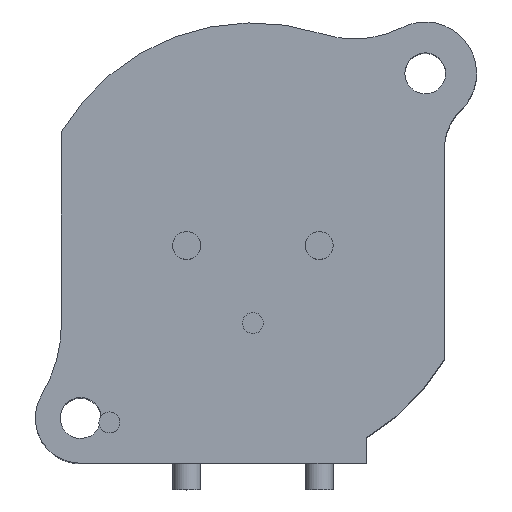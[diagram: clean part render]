
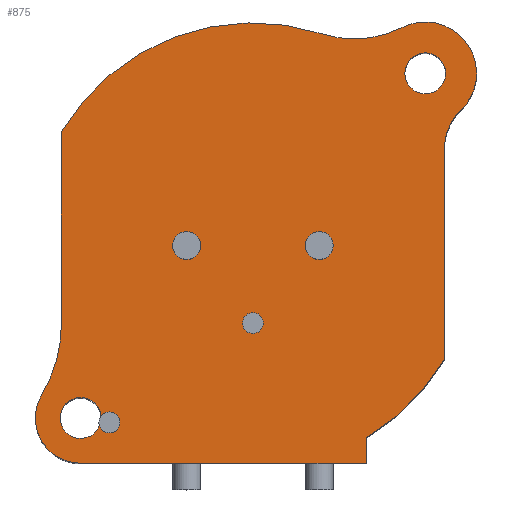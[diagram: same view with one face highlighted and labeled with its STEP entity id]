
A CAD part, top view. The second image highlights one B-rep face of the part: STEP entity #875.
In plain terms, the highlighted planar face has unit normal (0, 0, 1).
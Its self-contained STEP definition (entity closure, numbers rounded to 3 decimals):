
#99=CARTESIAN_POINT('',(9.9,9.9,24.));
#100=DIRECTION('',(0.,0.,-1.));
#101=DIRECTION('',(1.,0.,0.));
#102=AXIS2_PLACEMENT_3D('',#99,#100,#101);
#104=CARTESIAN_POINT('',(9.9,9.9,24.));
#105=DIRECTION('',(0.,0.,-1.));
#106=DIRECTION('',(-1.,0.,0.));
#107=AXIS2_PLACEMENT_3D('',#104,#105,#106);
#109=DIRECTION('',(0.,-1.,0.));
#110=VECTOR('',#109,11.009);
#111=CARTESIAN_POINT('',(-11.,6.545,24.));
#112=LINE('',#111,#110);
#113=CARTESIAN_POINT('',(0.,0.,24.));
#114=DIRECTION('',(0.,0.,1.));
#115=DIRECTION('',(0.31,0.951,0.));
#116=AXIS2_PLACEMENT_3D('',#113,#114,#115);
#118=CARTESIAN_POINT('',(5.833,17.872,24.));
#119=DIRECTION('',(0.,0.,-1.));
#120=DIRECTION('',(0.454,-0.891,0.));
#121=AXIS2_PLACEMENT_3D('',#118,#119,#120);
#123=CARTESIAN_POINT('',(9.9,9.9,24.));
#124=DIRECTION('',(0.,0.,1.));
#125=DIRECTION('',(0.689,-0.725,0.));
#126=AXIS2_PLACEMENT_3D('',#123,#124,#125);
#128=CARTESIAN_POINT('',(14.,5.588,24.));
#129=DIRECTION('',(0.,0.,-1.));
#130=DIRECTION('',(-1.,0.,0.));
#131=AXIS2_PLACEMENT_3D('',#128,#129,#130);
#133=DIRECTION('',(0.,1.,0.));
#134=VECTOR('',#133,12.133);
#135=CARTESIAN_POINT('',(11.,-6.545,24.));
#136=LINE('',#135,#134);
#137=CARTESIAN_POINT('',(0.,0.,24.));
#138=DIRECTION('',(0.,0.,1.));
#139=DIRECTION('',(0.508,-0.861,0.));
#140=AXIS2_PLACEMENT_3D('',#137,#138,#139);
#142=DIRECTION('',(0.,1.,0.));
#143=VECTOR('',#142,1.473);
#144=CARTESIAN_POINT('',(6.5,-12.5,24.));
#145=LINE('',#144,#143);
#146=DIRECTION('',(1.,0.,0.));
#147=VECTOR('',#146,16.4);
#148=CARTESIAN_POINT('',(-9.9,-12.5,24.));
#149=LINE('',#148,#147);
#150=CARTESIAN_POINT('',(-9.9,-9.9,24.));
#151=DIRECTION('',(0.,0.,1.));
#152=DIRECTION('',(-0.858,0.513,0.));
#153=AXIS2_PLACEMENT_3D('',#150,#151,#152);
#155=CARTESIAN_POINT('',(-19.,-4.464,24.));
#156=DIRECTION('',(0.,0.,-1.));
#157=DIRECTION('',(1.,0.,0.));
#158=AXIS2_PLACEMENT_3D('',#155,#156,#157);
#160=CARTESIAN_POINT('',(-3.81,0.,24.));
#161=DIRECTION('',(0.,0.,1.));
#162=DIRECTION('',(1.,0.,0.));
#163=AXIS2_PLACEMENT_3D('',#160,#161,#162);
#165=CARTESIAN_POINT('',(-3.81,0.,24.));
#166=DIRECTION('',(0.,0.,1.));
#167=DIRECTION('',(-1.,0.,0.));
#168=AXIS2_PLACEMENT_3D('',#165,#166,#167);
#170=CARTESIAN_POINT('',(0.,-4.45,24.));
#171=DIRECTION('',(0.,0.,1.));
#172=DIRECTION('',(1.,0.,0.));
#173=AXIS2_PLACEMENT_3D('',#170,#171,#172);
#175=CARTESIAN_POINT('',(0.,-4.45,24.));
#176=DIRECTION('',(0.,0.,1.));
#177=DIRECTION('',(-1.,0.,0.));
#178=AXIS2_PLACEMENT_3D('',#175,#176,#177);
#180=CARTESIAN_POINT('',(3.81,0.,24.));
#181=DIRECTION('',(0.,0.,1.));
#182=DIRECTION('',(1.,0.,0.));
#183=AXIS2_PLACEMENT_3D('',#180,#181,#182);
#185=CARTESIAN_POINT('',(3.81,0.,24.));
#186=DIRECTION('',(0.,0.,1.));
#187=DIRECTION('',(-1.,0.,0.));
#188=AXIS2_PLACEMENT_3D('',#185,#186,#187);
#190=CARTESIAN_POINT('',(-8.25,-10.16,24.));
#191=DIRECTION('',(0.,0.,1.));
#192=DIRECTION('',(1.,0.,0.));
#193=AXIS2_PLACEMENT_3D('',#190,#191,#192);
#195=CARTESIAN_POINT('',(-9.9,-9.9,24.));
#196=DIRECTION('',(0.,0.,-1.));
#197=DIRECTION('',(-1.,0.,0.));
#198=AXIS2_PLACEMENT_3D('',#195,#196,#197);
#200=CARTESIAN_POINT('',(-9.9,-9.9,24.));
#201=DIRECTION('',(0.,0.,-1.));
#202=DIRECTION('',(0.922,-0.388,0.));
#203=AXIS2_PLACEMENT_3D('',#200,#201,#202);
#205=CARTESIAN_POINT('',(-8.25,-10.16,24.));
#206=DIRECTION('',(0.,0.,1.));
#207=DIRECTION('',(-0.945,-0.327,0.));
#208=AXIS2_PLACEMENT_3D('',#205,#206,#207);
#584=CARTESIAN_POINT('',(-11.,6.545,24.));
#585=CARTESIAN_POINT('',(-11.,-4.464,24.));
#586=VERTEX_POINT('',#584);
#587=VERTEX_POINT('',#585);
#588=CARTESIAN_POINT('',(-12.132,-8.567,24.));
#589=CARTESIAN_POINT('',(-9.9,-12.5,24.));
#590=VERTEX_POINT('',#588);
#591=VERTEX_POINT('',#589);
#592=CARTESIAN_POINT('',(6.5,-12.5,24.));
#593=VERTEX_POINT('',#592);
#594=CARTESIAN_POINT('',(6.5,-11.027,24.));
#595=VERTEX_POINT('',#594);
#596=CARTESIAN_POINT('',(11.,-6.545,24.));
#597=CARTESIAN_POINT('',(11.,5.588,24.));
#598=VERTEX_POINT('',#596);
#599=VERTEX_POINT('',#597);
#600=CARTESIAN_POINT('',(11.933,7.762,24.));
#601=CARTESIAN_POINT('',(8.559,12.528,24.));
#602=VERTEX_POINT('',#600);
#603=VERTEX_POINT('',#601);
#604=CARTESIAN_POINT('',(3.971,12.168,24.));
#605=VERTEX_POINT('',#604);
#614=CARTESIAN_POINT('',(11.075,9.9,24.));
#615=CARTESIAN_POINT('',(8.725,9.9,24.));
#616=VERTEX_POINT('',#614);
#617=VERTEX_POINT('',#615);
#618=CARTESIAN_POINT('',(-11.075,-9.9,24.));
#619=VERTEX_POINT('',#618);
#702=CARTESIAN_POINT('',(-3.01,0.,24.));
#703=CARTESIAN_POINT('',(-4.61,0.,24.));
#704=VERTEX_POINT('',#702);
#705=VERTEX_POINT('',#703);
#706=CARTESIAN_POINT('',(0.6,-4.45,24.));
#707=CARTESIAN_POINT('',(-0.6,-4.45,24.));
#708=VERTEX_POINT('',#706);
#709=VERTEX_POINT('',#707);
#710=CARTESIAN_POINT('',(4.61,0.,24.));
#711=CARTESIAN_POINT('',(3.01,0.,24.));
#712=VERTEX_POINT('',#710);
#713=VERTEX_POINT('',#711);
#720=CARTESIAN_POINT('',(-7.65,-10.16,24.));
#721=CARTESIAN_POINT('',(-8.729,-9.799,24.));
#722=VERTEX_POINT('',#720);
#723=VERTEX_POINT('',#721);
#724=CARTESIAN_POINT('',(-8.817,-10.356,24.));
#725=VERTEX_POINT('',#724);
#814=CARTESIAN_POINT('',(0.,0.,24.));
#815=DIRECTION('',(0.,0.,1.));
#816=DIRECTION('',(1.,0.,0.));
#817=AXIS2_PLACEMENT_3D('',#814,#815,#816);
#818=PLANE('',#817);
#820=ORIENTED_EDGE('',*,*,#819,.F.);
#822=ORIENTED_EDGE('',*,*,#821,.F.);
#824=ORIENTED_EDGE('',*,*,#823,.F.);
#826=ORIENTED_EDGE('',*,*,#825,.F.);
#828=ORIENTED_EDGE('',*,*,#827,.F.);
#830=ORIENTED_EDGE('',*,*,#829,.F.);
#832=ORIENTED_EDGE('',*,*,#831,.F.);
#834=ORIENTED_EDGE('',*,*,#833,.F.);
#836=ORIENTED_EDGE('',*,*,#835,.F.);
#838=ORIENTED_EDGE('',*,*,#837,.F.);
#840=ORIENTED_EDGE('',*,*,#839,.F.);
#841=EDGE_LOOP('',(#820,#822,#824,#826,#828,#830,#832,#834,#836,#838,#840));
#842=FACE_OUTER_BOUND('',#841,.F.);
#843=ORIENTED_EDGE('',*,*,#794,.F.);
#844=ORIENTED_EDGE('',*,*,#808,.F.);
#845=EDGE_LOOP('',(#843,#844));
#846=FACE_BOUND('',#845,.F.);
#848=ORIENTED_EDGE('',*,*,#847,.T.);
#850=ORIENTED_EDGE('',*,*,#849,.T.);
#851=EDGE_LOOP('',(#848,#850));
#852=FACE_BOUND('',#851,.F.);
#854=ORIENTED_EDGE('',*,*,#853,.T.);
#856=ORIENTED_EDGE('',*,*,#855,.T.);
#857=EDGE_LOOP('',(#854,#856));
#858=FACE_BOUND('',#857,.F.);
#860=ORIENTED_EDGE('',*,*,#859,.T.);
#862=ORIENTED_EDGE('',*,*,#861,.T.);
#863=EDGE_LOOP('',(#860,#862));
#864=FACE_BOUND('',#863,.F.);
#866=ORIENTED_EDGE('',*,*,#865,.T.);
#868=ORIENTED_EDGE('',*,*,#867,.F.);
#870=ORIENTED_EDGE('',*,*,#869,.F.);
#872=ORIENTED_EDGE('',*,*,#871,.T.);
#873=EDGE_LOOP('',(#866,#868,#870,#872));
#874=FACE_BOUND('',#873,.F.);
#875=ADVANCED_FACE('',(#842,#846,#852,#858,#864,#874),#818,.T.);
#103=CIRCLE('',#102,1.175);
#108=CIRCLE('',#107,1.175);
#117=CIRCLE('',#116,12.8);
#122=CIRCLE('',#121,6.);
#127=CIRCLE('',#126,2.95);
#132=CIRCLE('',#131,3.);
#141=CIRCLE('',#140,12.8);
#154=CIRCLE('',#153,2.6);
#159=CIRCLE('',#158,8.);
#164=CIRCLE('',#163,0.8);
#169=CIRCLE('',#168,0.8);
#174=CIRCLE('',#173,0.6);
#179=CIRCLE('',#178,0.6);
#184=CIRCLE('',#183,0.8);
#189=CIRCLE('',#188,0.8);
#194=CIRCLE('',#193,0.6);
#199=CIRCLE('',#198,1.175);
#204=CIRCLE('',#203,1.175);
#209=CIRCLE('',#208,0.6);
#794=EDGE_CURVE('',#616,#617,#103,.T.);
#808=EDGE_CURVE('',#617,#616,#108,.T.);
#819=EDGE_CURVE('',#586,#587,#112,.T.);
#821=EDGE_CURVE('',#605,#586,#117,.T.);
#823=EDGE_CURVE('',#603,#605,#122,.T.);
#825=EDGE_CURVE('',#602,#603,#127,.T.);
#827=EDGE_CURVE('',#599,#602,#132,.T.);
#829=EDGE_CURVE('',#598,#599,#136,.T.);
#831=EDGE_CURVE('',#595,#598,#141,.T.);
#833=EDGE_CURVE('',#593,#595,#145,.T.);
#835=EDGE_CURVE('',#591,#593,#149,.T.);
#837=EDGE_CURVE('',#590,#591,#154,.T.);
#839=EDGE_CURVE('',#587,#590,#159,.T.);
#847=EDGE_CURVE('',#704,#705,#164,.T.);
#849=EDGE_CURVE('',#705,#704,#169,.T.);
#853=EDGE_CURVE('',#708,#709,#174,.T.);
#855=EDGE_CURVE('',#709,#708,#179,.T.);
#859=EDGE_CURVE('',#712,#713,#184,.T.);
#861=EDGE_CURVE('',#713,#712,#189,.T.);
#865=EDGE_CURVE('',#722,#723,#194,.T.);
#867=EDGE_CURVE('',#619,#723,#199,.T.);
#869=EDGE_CURVE('',#725,#619,#204,.T.);
#871=EDGE_CURVE('',#725,#722,#209,.T.);
